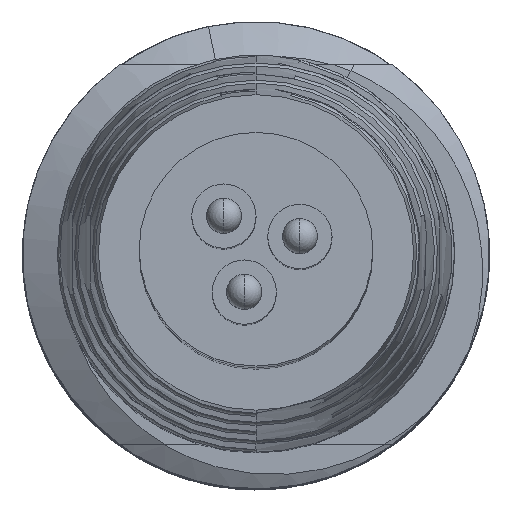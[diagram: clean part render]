
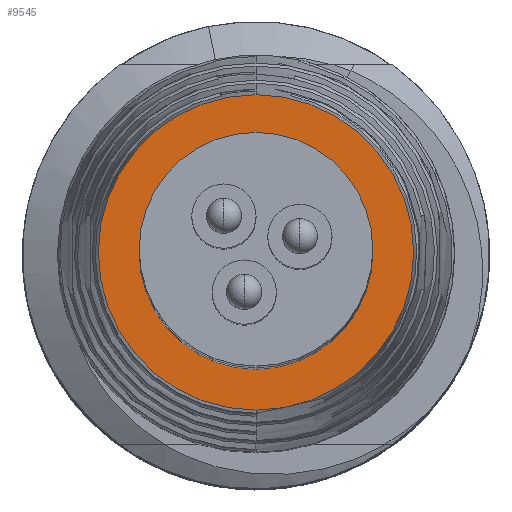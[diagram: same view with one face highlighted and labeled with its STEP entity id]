
A CAD part, top view. The second image highlights one B-rep face of the part: STEP entity #9545.
In plain terms, the highlighted planar face has unit normal (0, 0, 1).
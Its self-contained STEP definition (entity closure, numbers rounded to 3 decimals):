
#157=CARTESIAN_POINT('',(0.,0.,40.));
#158=DIRECTION('',(0.,0.,-1.));
#159=DIRECTION('',(0.,-1.,0.));
#160=AXIS2_PLACEMENT_3D('',#157,#158,#159);
#226=CARTESIAN_POINT('',(0.,0.,40.));
#227=DIRECTION('',(0.,0.,1.));
#228=DIRECTION('',(0.,-1.,0.));
#229=AXIS2_PLACEMENT_3D('',#226,#227,#228);
#4556=CARTESIAN_POINT('',(0.,0.,40.));
#4557=DIRECTION('',(0.,0.,1.));
#4558=DIRECTION('',(0.,1.,0.));
#4559=AXIS2_PLACEMENT_3D('',#4556,#4557,#4558);
#4561=CARTESIAN_POINT('',(0.,0.,40.));
#4562=DIRECTION('',(0.,0.,1.));
#4563=DIRECTION('',(0.,-1.,0.));
#4564=AXIS2_PLACEMENT_3D('',#4561,#4562,#4563);
#4660=CARTESIAN_POINT('',(0.,-2.7,40.));
#4661=CARTESIAN_POINT('',(0.,2.7,40.));
#4662=VERTEX_POINT('',#4660);
#4663=VERTEX_POINT('',#4661);
#4965=CARTESIAN_POINT('',(0.,2.,40.));
#4966=CARTESIAN_POINT('',(0.,-2.,40.));
#4967=VERTEX_POINT('',#4965);
#4968=VERTEX_POINT('',#4966);
#9530=CARTESIAN_POINT('',(0.,0.,40.));
#9531=DIRECTION('',(0.,0.,1.));
#9532=DIRECTION('',(0.,1.,0.));
#9533=AXIS2_PLACEMENT_3D('',#9530,#9531,#9532);
#9534=PLANE('',#9533);
#9535=ORIENTED_EDGE('',*,*,#5363,.F.);
#9536=ORIENTED_EDGE('',*,*,#5242,.T.);
#9537=EDGE_LOOP('',(#9535,#9536));
#9538=FACE_OUTER_BOUND('',#9537,.F.);
#9540=ORIENTED_EDGE('',*,*,#9539,.T.);
#9542=ORIENTED_EDGE('',*,*,#9541,.T.);
#9543=EDGE_LOOP('',(#9540,#9542));
#9544=FACE_BOUND('',#9543,.F.);
#9545=ADVANCED_FACE('',(#9538,#9544),#9534,.T.);
#161=CIRCLE('',#160,2.7);
#230=CIRCLE('',#229,2.7);
#4560=CIRCLE('',#4559,2.);
#4565=CIRCLE('',#4564,2.);
#5242=EDGE_CURVE('',#4662,#4663,#161,.T.);
#5363=EDGE_CURVE('',#4662,#4663,#230,.T.);
#9539=EDGE_CURVE('',#4967,#4968,#4560,.T.);
#9541=EDGE_CURVE('',#4968,#4967,#4565,.T.);
